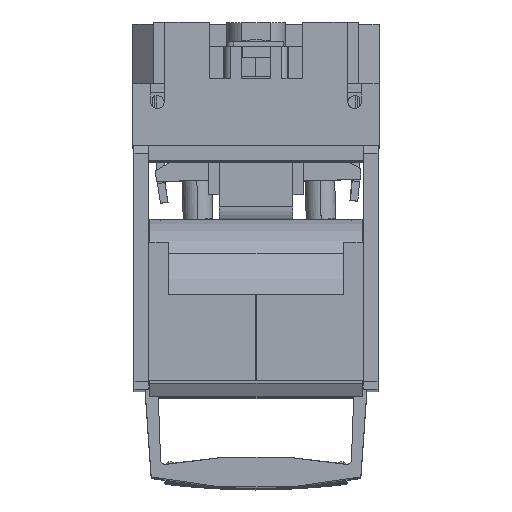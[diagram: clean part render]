
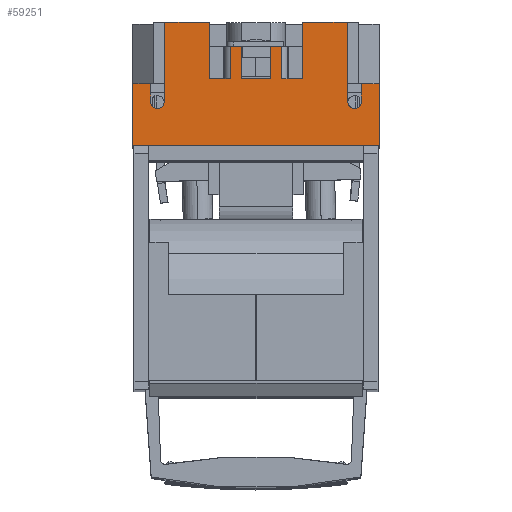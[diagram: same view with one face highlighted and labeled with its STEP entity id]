
A CAD part, top view. The second image highlights one B-rep face of the part: STEP entity #59251.
In plain terms, the highlighted planar face has unit normal (0, 0, 1).
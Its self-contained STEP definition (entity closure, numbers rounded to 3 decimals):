
#51268=AXIS2_PLACEMENT_3D('Circle Axis2P3D',#51266,#51267,$) ;
#52228=AXIS2_PLACEMENT_3D('Circle Axis2P3D',#52226,#52227,$) ;
#59135=AXIS2_PLACEMENT_3D('Plane Axis2P3D',#59132,#59133,#59134) ;
#51231=CARTESIAN_POINT('Vertex',(42.7,-36.524,277.064)) ;
#51234=CARTESIAN_POINT('Line Origine',(42.733,-32.762,277.064)) ;
#51238=CARTESIAN_POINT('Vertex',(42.766,-29.,277.064)) ;
#51266=CARTESIAN_POINT('Axis2P3D Location',(40.,-36.5,277.064)) ;
#51270=CARTESIAN_POINT('Vertex',(37.3,-36.524,277.064)) ;
#51294=CARTESIAN_POINT('Vertex',(37.016,-4.,277.064)) ;
#51299=CARTESIAN_POINT('Line Origine',(37.158,-20.262,277.064)) ;
#52189=CARTESIAN_POINT('Vertex',(-37.3,-36.524,277.064)) ;
#52192=CARTESIAN_POINT('Line Origine',(-37.158,-20.262,277.064)) ;
#52196=CARTESIAN_POINT('Vertex',(-37.016,-4.,277.064)) ;
#52223=CARTESIAN_POINT('Vertex',(-42.7,-36.524,277.064)) ;
#52226=CARTESIAN_POINT('Axis2P3D Location',(-40.,-36.5,277.064)) ;
#52254=CARTESIAN_POINT('Vertex',(-42.766,-29.,277.064)) ;
#52257=CARTESIAN_POINT('Line Origine',(-42.733,-32.762,277.064)) ;
#52498=CARTESIAN_POINT('Vertex',(50.,-54.,277.064)) ;
#52501=CARTESIAN_POINT('Line Origine',(0.,-54.,277.064)) ;
#52505=CARTESIAN_POINT('Vertex',(-50.,-54.,277.064)) ;
#53142=CARTESIAN_POINT('Vertex',(50.,-29.,277.064)) ;
#53145=CARTESIAN_POINT('Line Origine',(50.,-29.,277.064)) ;
#53351=CARTESIAN_POINT('Vertex',(18.814,-4.,277.064)) ;
#53354=CARTESIAN_POINT('Line Origine',(27.915,-4.,277.064)) ;
#53760=CARTESIAN_POINT('Line Origine',(-27.915,-4.,277.064)) ;
#53764=CARTESIAN_POINT('Vertex',(-18.814,-4.,277.064)) ;
#59132=CARTESIAN_POINT('Axis2P3D Location',(0.,-4.,277.064)) ;
#59138=CARTESIAN_POINT('Control Point',(18.814,-4.,277.064)) ;
#59139=CARTESIAN_POINT('Control Point',(18.814,-27.,277.064)) ;
#59140=CARTESIAN_POINT('Vertex',(18.814,-27.,277.064)) ;
#59143=CARTESIAN_POINT('Line Origine',(24.728,-27.,277.064)) ;
#59147=CARTESIAN_POINT('Vertex',(10.5,-27.,277.064)) ;
#59150=CARTESIAN_POINT('Line Origine',(10.5,-29.,277.064)) ;
#59154=CARTESIAN_POINT('Vertex',(10.5,-14.,277.064)) ;
#59157=CARTESIAN_POINT('Line Origine',(24.728,-14.,277.064)) ;
#59161=CARTESIAN_POINT('Vertex',(6.075,-14.,277.064)) ;
#59165=CARTESIAN_POINT('Control Point',(6.075,-14.,277.064)) ;
#59166=CARTESIAN_POINT('Control Point',(6.075,-27.,277.064)) ;
#59167=CARTESIAN_POINT('Vertex',(6.075,-27.,277.064)) ;
#59170=CARTESIAN_POINT('Line Origine',(24.728,-27.,277.064)) ;
#59174=CARTESIAN_POINT('Vertex',(-6.075,-27.,277.064)) ;
#59178=CARTESIAN_POINT('Control Point',(-6.075,-14.,277.064)) ;
#59179=CARTESIAN_POINT('Control Point',(-6.075,-27.,277.064)) ;
#59180=CARTESIAN_POINT('Vertex',(-6.075,-14.,277.064)) ;
#59183=CARTESIAN_POINT('Line Origine',(24.728,-14.,277.064)) ;
#59187=CARTESIAN_POINT('Vertex',(-10.5,-14.,277.064)) ;
#59190=CARTESIAN_POINT('Line Origine',(-10.5,-29.,277.064)) ;
#59194=CARTESIAN_POINT('Vertex',(-10.5,-27.,277.064)) ;
#59197=CARTESIAN_POINT('Line Origine',(24.728,-27.,277.064)) ;
#59201=CARTESIAN_POINT('Vertex',(-18.814,-27.,277.064)) ;
#59205=CARTESIAN_POINT('Control Point',(-18.814,-4.,277.064)) ;
#59206=CARTESIAN_POINT('Control Point',(-18.814,-27.,277.064)) ;
#59208=CARTESIAN_POINT('Line Origine',(24.728,-29.,277.064)) ;
#59212=CARTESIAN_POINT('Vertex',(-50.,-29.,277.064)) ;
#59215=CARTESIAN_POINT('Line Origine',(-50.,-29.,277.064)) ;
#59220=CARTESIAN_POINT('Line Origine',(24.728,-29.,277.064)) ;
#51235=DIRECTION('Vector Direction',(-0.009,-1.,0.)) ;
#51267=DIRECTION('Axis2P3D Direction',(0.,0.,1.)) ;
#51300=DIRECTION('Vector Direction',(0.009,-1.,0.)) ;
#52193=DIRECTION('Vector Direction',(-0.009,-1.,0.)) ;
#52227=DIRECTION('Axis2P3D Direction',(0.,0.,-1.)) ;
#52258=DIRECTION('Vector Direction',(0.009,-1.,0.)) ;
#52502=DIRECTION('Vector Direction',(-1.,0.,0.)) ;
#53146=DIRECTION('Vector Direction',(0.,1.,0.)) ;
#53355=DIRECTION('Vector Direction',(-1.,0.,0.)) ;
#53761=DIRECTION('Vector Direction',(-1.,0.,0.)) ;
#59133=DIRECTION('Axis2P3D Direction',(-0.,0.,1.)) ;
#59134=DIRECTION('Axis2P3D XDirection',(1.,0.,0.)) ;
#59144=DIRECTION('Vector Direction',(1.,0.,0.)) ;
#59151=DIRECTION('Vector Direction',(0.,1.,0.)) ;
#59158=DIRECTION('Vector Direction',(1.,0.,0.)) ;
#59171=DIRECTION('Vector Direction',(1.,0.,0.)) ;
#59184=DIRECTION('Vector Direction',(1.,0.,0.)) ;
#59191=DIRECTION('Vector Direction',(0.,1.,0.)) ;
#59198=DIRECTION('Vector Direction',(1.,0.,0.)) ;
#59209=DIRECTION('Vector Direction',(1.,0.,0.)) ;
#59216=DIRECTION('Vector Direction',(0.,1.,0.)) ;
#59221=DIRECTION('Vector Direction',(1.,0.,0.)) ;
#51236=VECTOR('Line Direction',#51235,1.) ;
#51301=VECTOR('Line Direction',#51300,1.) ;
#52194=VECTOR('Line Direction',#52193,1.) ;
#52259=VECTOR('Line Direction',#52258,1.) ;
#52503=VECTOR('Line Direction',#52502,1.) ;
#53147=VECTOR('Line Direction',#53146,1.) ;
#53356=VECTOR('Line Direction',#53355,1.) ;
#53762=VECTOR('Line Direction',#53761,1.) ;
#59145=VECTOR('Line Direction',#59144,1.) ;
#59152=VECTOR('Line Direction',#59151,1.) ;
#59159=VECTOR('Line Direction',#59158,1.) ;
#59172=VECTOR('Line Direction',#59171,1.) ;
#59185=VECTOR('Line Direction',#59184,1.) ;
#59192=VECTOR('Line Direction',#59191,1.) ;
#59199=VECTOR('Line Direction',#59198,1.) ;
#59210=VECTOR('Line Direction',#59209,1.) ;
#59217=VECTOR('Line Direction',#59216,1.) ;
#59222=VECTOR('Line Direction',#59221,1.) ;
#59226=ORIENTED_EDGE('',*,*,#53358,.F.) ;
#59227=ORIENTED_EDGE('',*,*,#59142,.T.) ;
#59228=ORIENTED_EDGE('',*,*,#59149,.F.) ;
#59229=ORIENTED_EDGE('',*,*,#59156,.T.) ;
#59230=ORIENTED_EDGE('',*,*,#59163,.F.) ;
#59231=ORIENTED_EDGE('',*,*,#59169,.T.) ;
#59232=ORIENTED_EDGE('',*,*,#59176,.T.) ;
#59233=ORIENTED_EDGE('',*,*,#59182,.F.) ;
#59234=ORIENTED_EDGE('',*,*,#59189,.T.) ;
#59235=ORIENTED_EDGE('',*,*,#59196,.F.) ;
#59236=ORIENTED_EDGE('',*,*,#59203,.T.) ;
#59237=ORIENTED_EDGE('',*,*,#59207,.F.) ;
#59238=ORIENTED_EDGE('',*,*,#53766,.T.) ;
#59239=ORIENTED_EDGE('',*,*,#52198,.T.) ;
#59240=ORIENTED_EDGE('',*,*,#52230,.T.) ;
#59241=ORIENTED_EDGE('',*,*,#52261,.T.) ;
#59242=ORIENTED_EDGE('',*,*,#59214,.F.) ;
#59243=ORIENTED_EDGE('',*,*,#59219,.T.) ;
#59244=ORIENTED_EDGE('',*,*,#52507,.F.) ;
#59245=ORIENTED_EDGE('',*,*,#53149,.F.) ;
#59246=ORIENTED_EDGE('',*,*,#59224,.F.) ;
#59247=ORIENTED_EDGE('',*,*,#51240,.F.) ;
#59248=ORIENTED_EDGE('',*,*,#51272,.F.) ;
#59249=ORIENTED_EDGE('',*,*,#51303,.F.) ;
#59251=ADVANCED_FACE('804187_02_L01_NH-Leistenunterteil Gr.3  L/SL3/W/9/KM2G-F',(#59250),#59136,.T.) ;
#59137=B_SPLINE_CURVE_WITH_KNOTS('',1,(#59138,#59139),.UNSPECIFIED.,.F.,.U.,(2,2),(-11.5,11.5),.UNSPECIFIED.) ;
#59164=B_SPLINE_CURVE_WITH_KNOTS('',1,(#59165,#59166),.UNSPECIFIED.,.F.,.U.,(2,2),(-6.5,6.5),.UNSPECIFIED.) ;
#59177=B_SPLINE_CURVE_WITH_KNOTS('',1,(#59178,#59179),.UNSPECIFIED.,.F.,.U.,(2,2),(-6.5,6.5),.UNSPECIFIED.) ;
#59204=B_SPLINE_CURVE_WITH_KNOTS('',1,(#59205,#59206),.UNSPECIFIED.,.F.,.U.,(2,2),(-11.5,11.5),.UNSPECIFIED.) ;
#51269=CIRCLE('generated circle',#51268,2.7) ;
#52229=CIRCLE('generated circle',#52228,2.7) ;
#51240=EDGE_CURVE('',#51232,#51239,#51237,.F.) ;
#51272=EDGE_CURVE('',#51271,#51232,#51269,.T.) ;
#51303=EDGE_CURVE('',#51295,#51271,#51302,.T.) ;
#52198=EDGE_CURVE('',#52197,#52190,#52195,.T.) ;
#52230=EDGE_CURVE('',#52190,#52224,#52229,.T.) ;
#52261=EDGE_CURVE('',#52224,#52255,#52260,.F.) ;
#52507=EDGE_CURVE('',#52499,#52506,#52504,.T.) ;
#53149=EDGE_CURVE('',#53143,#52499,#53148,.F.) ;
#53358=EDGE_CURVE('',#53352,#51295,#53357,.F.) ;
#53766=EDGE_CURVE('',#53765,#52197,#53763,.T.) ;
#59142=EDGE_CURVE('',#53352,#59141,#59137,.T.) ;
#59149=EDGE_CURVE('',#59148,#59141,#59146,.T.) ;
#59156=EDGE_CURVE('',#59148,#59155,#59153,.T.) ;
#59163=EDGE_CURVE('',#59162,#59155,#59160,.T.) ;
#59169=EDGE_CURVE('',#59162,#59168,#59164,.T.) ;
#59176=EDGE_CURVE('',#59168,#59175,#59173,.F.) ;
#59182=EDGE_CURVE('',#59181,#59175,#59177,.T.) ;
#59189=EDGE_CURVE('',#59181,#59188,#59186,.F.) ;
#59196=EDGE_CURVE('',#59195,#59188,#59193,.T.) ;
#59203=EDGE_CURVE('',#59195,#59202,#59200,.F.) ;
#59207=EDGE_CURVE('',#53765,#59202,#59204,.T.) ;
#59214=EDGE_CURVE('',#59213,#52255,#59211,.T.) ;
#59219=EDGE_CURVE('',#59213,#52506,#59218,.F.) ;
#59224=EDGE_CURVE('',#51239,#53143,#59223,.T.) ;
#59225=EDGE_LOOP('',(#59226,#59227,#59228,#59229,#59230,#59231,#59232,#59233,#59234,#59235,#59236,#59237,#59238,#59239,#59240,#59241,#59242,#59243,#59244,#59245,#59246,#59247,#59248,#59249)) ;
#59250=FACE_OUTER_BOUND('',#59225,.T.) ;
#51237=LINE('Line',#51234,#51236) ;
#51302=LINE('Line',#51299,#51301) ;
#52195=LINE('Line',#52192,#52194) ;
#52260=LINE('Line',#52257,#52259) ;
#52504=LINE('Line',#52501,#52503) ;
#53148=LINE('Line',#53145,#53147) ;
#53357=LINE('Line',#53354,#53356) ;
#53763=LINE('Line',#53760,#53762) ;
#59146=LINE('Line',#59143,#59145) ;
#59153=LINE('Line',#59150,#59152) ;
#59160=LINE('Line',#59157,#59159) ;
#59173=LINE('Line',#59170,#59172) ;
#59186=LINE('Line',#59183,#59185) ;
#59193=LINE('Line',#59190,#59192) ;
#59200=LINE('Line',#59197,#59199) ;
#59211=LINE('Line',#59208,#59210) ;
#59218=LINE('Line',#59215,#59217) ;
#59223=LINE('Line',#59220,#59222) ;
#59136=PLANE('Plane',#59135) ;
#51232=VERTEX_POINT('',#51231) ;
#51239=VERTEX_POINT('',#51238) ;
#51271=VERTEX_POINT('',#51270) ;
#51295=VERTEX_POINT('',#51294) ;
#52190=VERTEX_POINT('',#52189) ;
#52197=VERTEX_POINT('',#52196) ;
#52224=VERTEX_POINT('',#52223) ;
#52255=VERTEX_POINT('',#52254) ;
#52499=VERTEX_POINT('',#52498) ;
#52506=VERTEX_POINT('',#52505) ;
#53143=VERTEX_POINT('',#53142) ;
#53352=VERTEX_POINT('',#53351) ;
#53765=VERTEX_POINT('',#53764) ;
#59141=VERTEX_POINT('',#59140) ;
#59148=VERTEX_POINT('',#59147) ;
#59155=VERTEX_POINT('',#59154) ;
#59162=VERTEX_POINT('',#59161) ;
#59168=VERTEX_POINT('',#59167) ;
#59175=VERTEX_POINT('',#59174) ;
#59181=VERTEX_POINT('',#59180) ;
#59188=VERTEX_POINT('',#59187) ;
#59195=VERTEX_POINT('',#59194) ;
#59202=VERTEX_POINT('',#59201) ;
#59213=VERTEX_POINT('',#59212) ;
